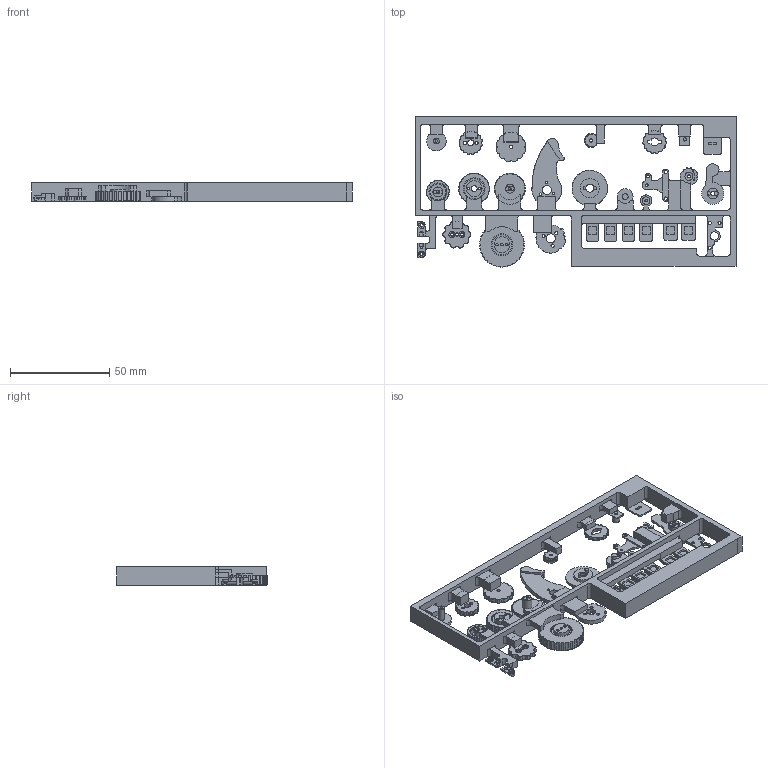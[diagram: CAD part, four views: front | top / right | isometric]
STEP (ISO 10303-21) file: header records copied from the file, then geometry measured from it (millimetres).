
FILE_DESCRIPTION(/* description */ (''),/* implementation_level */ '2;1');
FILE_NAME(/* name */ 'Buttons.step',/* time_stamp */ '2025-03-25T17:21:01+02:00',/* author */ (''),/* organization */ (''),/* preprocessor_version */ 'ST-DEVELOPER v20.1',/* originating_system */ 'Autodesk Translation Framework v14.4.0.0',/* authorisation */ '');
FILE_SCHEMA (('AUTOMOTIVE_DESIGN { 1 0 10303 214 3 1 1 }'));
Length unit declared in the file: millimetre
Products named in the file (1): Buttons
Bounding box: 161.08 x 75.69 x 9.2 mm (x, y, z)
Volume: 32363.9 mm3; surface area: 27953.9 mm2
Topology: 1 solids, 1 shells, 1604 faces, 4272 edges, 2695 vertices
Faces by surface type: plane 720, cylinder 704, cone 144, bspline 32, torus 2, sphere 2
Full cylindrical faces by diameter (mm): 1.25 x12, 1.3 x1, 1.6 x20, 2 x1, 2.9 x1, 3 x14, 3.8 x2, 3.9 x1, 4 x2, 4.1 x1, 4.46 x1, 4.5 x2, 4.96 x1, 5.36 x1, 6 x1, 6.26 x1, 6.9 x1, 6.94 x1, 7.9 x1, 7.96 x2, 8 x1, 9 x1, 9.6 x2, 9.7 x1, 9.8 x1, 9.9 x1, 10 x2, 10.04 x1, 11 x2, 11.1 x1
Entity records: 51472 total; most frequent: CARTESIAN_POINT 10514, DIRECTION 8821, ORIENTED_EDGE 8536, EDGE_CURVE 4268, AXIS2_PLACEMENT_3D 3261, VERTEX_POINT 2695, LINE 2299, VECTOR 2299
